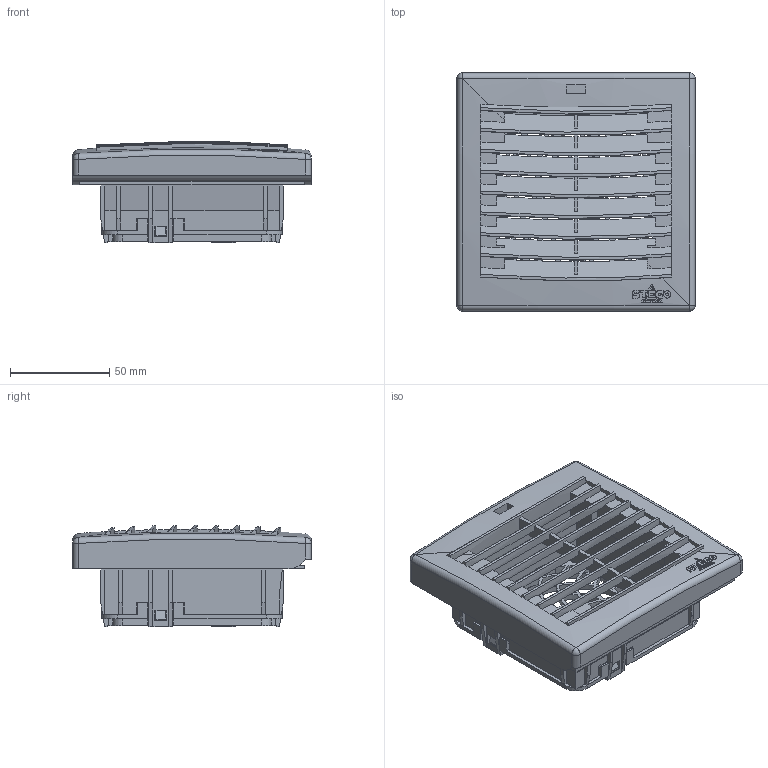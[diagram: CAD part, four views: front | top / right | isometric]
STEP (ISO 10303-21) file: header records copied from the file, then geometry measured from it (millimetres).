
FILE_DESCRIPTION (( 'STEP AP214' ), '1' );
FILE_NAME ('FPI_118_92x92_EPLAN_10_2015.STEP', '2015-10-16T09:25:31', ( 'Admin' ), ( 'Hewlett-Packard Company' ), 'SwSTEP 2.0', 'SolidWorks 2015', '' );
FILE_SCHEMA (( 'AUTOMOTIVE_DESIGN' ));
Length unit declared in the file: millimetre
Products named in the file (1): FPI_118_92x92_EPLAN_10_2015
Bounding box: 120 x 120 x 50.94 mm (x, y, z)
Surface area: 95897.4 mm2 (no closed solid volume)
Topology: 0 solids, 6 shells, 797 faces, 2875 edges, 1979 vertices
Faces by surface type: plane 374, cylinder 317, sphere 59, bspline 43, torus 4
Entity records: 41091 total; most frequent: CARTESIAN_POINT 7328, DIRECTION 5219, ORIENTED_EDGE 5104, EDGE_CURVE 2871, VERTEX_POINT 1979, AXIS2_PLACEMENT_3D 1787, VECTOR 1645, LINE 1645
